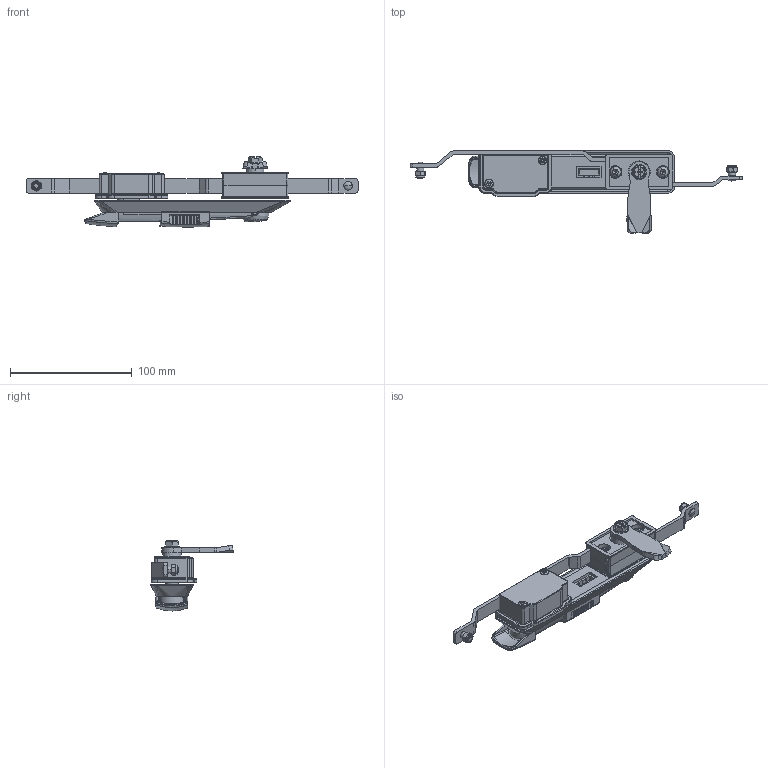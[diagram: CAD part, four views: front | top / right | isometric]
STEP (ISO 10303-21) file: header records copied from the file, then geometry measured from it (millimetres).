
FILE_DESCRIPTION (( 'STEP AP203' ), '1' );
FILE_NAME ('KI62.2.79.60.P.V.STEP', '2022-08-25T12:15:45', ( '' ), ( '' ), 'SwSTEP 2.0', 'SolidWorks 2021', '' );
FILE_SCHEMA (( 'CONFIG_CONTROL_DESIGN' ));
Length unit declared in the file: millimetre
Products named in the file (1): KI62.2.79.60.P.V
Bounding box: 272.98 x 67.81 x 57.64 mm (x, y, z)
Surface area: 53373.5 mm2 (no closed solid volume)
Topology: 0 solids, 32 shells, 774 faces, 2573 edges, 1794 vertices
Faces by surface type: plane 341, cylinder 216, bspline 158, torus 30, cone 25, sphere 4
Entity records: 43360 total; most frequent: CARTESIAN_POINT 23420, ORIENTED_EDGE 4404, DIRECTION 3331, EDGE_CURVE 2566, VERTEX_POINT 1794, AXIS2_PLACEMENT_3D 1131, LINE 1069, VECTOR 1069
